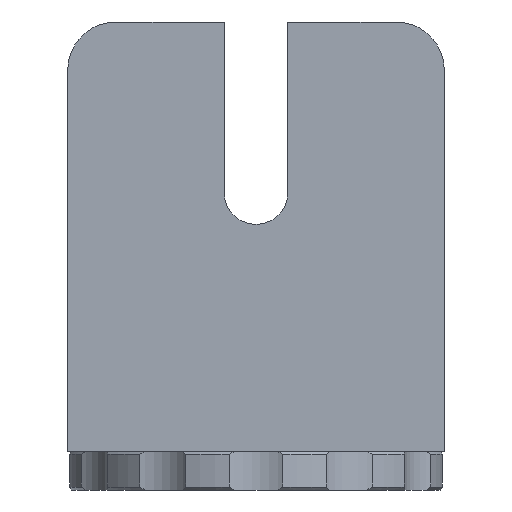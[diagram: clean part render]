
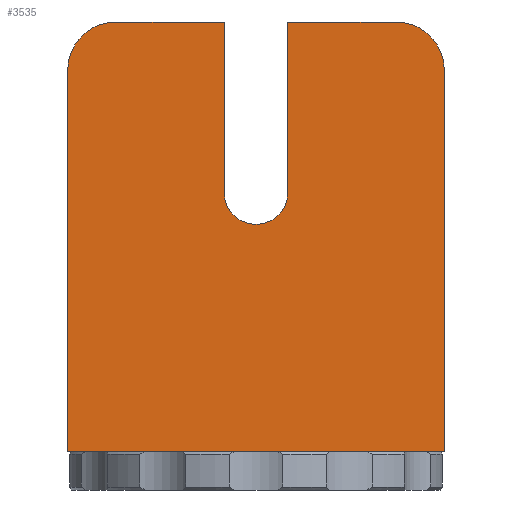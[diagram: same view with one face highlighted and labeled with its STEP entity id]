
A CAD part, front view. The second image highlights one B-rep face of the part: STEP entity #3535.
In plain terms, the highlighted planar face has unit normal (0, -1, 0).
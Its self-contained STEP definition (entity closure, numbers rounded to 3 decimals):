
#91 = ORIENTED_EDGE ( 'NONE', *, *, #3877, .F. ) ;
#98 = CARTESIAN_POINT ( 'NONE',  ( -3.3, 0., 26.8 ) ) ;
#108 = CARTESIAN_POINT ( 'NONE',  ( 19.5, 0., 44.45 ) ) ;
#119 = VERTEX_POINT ( 'NONE', #4946 ) ;
#259 = CARTESIAN_POINT ( 'NONE',  ( -19.5, 0., 0. ) ) ;
#306 = CARTESIAN_POINT ( 'NONE',  ( 19.5, 0., 44.45 ) ) ;
#455 = CARTESIAN_POINT ( 'NONE',  ( 14.5, 0., 39.45 ) ) ;
#590 = VECTOR ( 'NONE', #2482, 1000. ) ;
#657 = DIRECTION ( 'NONE',  ( 1., 0., 0. ) ) ;
#813 = VECTOR ( 'NONE', #3419, 1000. ) ;
#837 = ORIENTED_EDGE ( 'NONE', *, *, #2811, .T. ) ;
#876 = LINE ( 'NONE', #3906, #4458 ) ;
#939 = DIRECTION ( 'NONE',  ( 0., -1., 0. ) ) ;
#991 = VECTOR ( 'NONE', #2377, 1000. ) ;
#1110 = ORIENTED_EDGE ( 'NONE', *, *, #5776, .T. ) ;
#1112 = AXIS2_PLACEMENT_3D ( 'NONE', #306, #5888, #2589 ) ;
#1138 = VERTEX_POINT ( 'NONE', #98 ) ;
#1184 = VERTEX_POINT ( 'NONE', #4272 ) ;
#1189 = DIRECTION ( 'NONE',  ( -1., 0., 0. ) ) ;
#1229 = VERTEX_POINT ( 'NONE', #5202 ) ;
#1296 = EDGE_CURVE ( 'NONE', #119, #4498, #1463, .T. ) ;
#1463 = LINE ( 'NONE', #2018, #813 ) ;
#1511 = LINE ( 'NONE', #3691, #4789 ) ;
#1809 = DIRECTION ( 'NONE',  ( -1., 0., 0. ) ) ;
#1841 = LINE ( 'NONE', #5364, #2411 ) ;
#2018 = CARTESIAN_POINT ( 'NONE',  ( -19.5, 0., 44.45 ) ) ;
#2077 = CARTESIAN_POINT ( 'NONE',  ( -14.5, 0., 44.45 ) ) ;
#2193 = VERTEX_POINT ( 'NONE', #2932 ) ;
#2205 = AXIS2_PLACEMENT_3D ( 'NONE', #455, #939, #1809 ) ;
#2263 = EDGE_CURVE ( 'NONE', #2193, #5868, #5718, .T. ) ;
#2275 = DIRECTION ( 'NONE',  ( 0., 1., 0. ) ) ;
#2336 = AXIS2_PLACEMENT_3D ( 'NONE', #5371, #2574, #1189 ) ;
#2377 = DIRECTION ( 'NONE',  ( 0., 0., 1. ) ) ;
#2402 = ORIENTED_EDGE ( 'NONE', *, *, #5209, .T. ) ;
#2411 = VECTOR ( 'NONE', #3995, 1000. ) ;
#2482 = DIRECTION ( 'NONE',  ( 0., 0., -1. ) ) ;
#2574 = DIRECTION ( 'NONE',  ( 0., -1., 0. ) ) ;
#2589 = DIRECTION ( 'NONE',  ( -1., 0., 0. ) ) ;
#2679 = LINE ( 'NONE', #108, #5822 ) ;
#2792 = DIRECTION ( 'NONE',  ( -1., 0., 0. ) ) ;
#2811 = EDGE_CURVE ( 'NONE', #3592, #4840, #5687, .T. ) ;
#2817 = CARTESIAN_POINT ( 'NONE',  ( -3.3, 0., 44.45 ) ) ;
#2932 = CARTESIAN_POINT ( 'NONE',  ( 3.3, 0., 44.45 ) ) ;
#2993 = DIRECTION ( 'NONE',  ( 0., 0., -1. ) ) ;
#3300 = ORIENTED_EDGE ( 'NONE', *, *, #1296, .T. ) ;
#3419 = DIRECTION ( 'NONE',  ( 0., 0., -1. ) ) ;
#3535 = ADVANCED_FACE ( 'NONE', ( #5042 ), #5431, .F. ) ;
#3592 = VERTEX_POINT ( 'NONE', #5571 ) ;
#3596 = CARTESIAN_POINT ( 'NONE',  ( 14.5, 0., 44.45 ) ) ;
#3691 = CARTESIAN_POINT ( 'NONE',  ( 19.5, 0., 44.45 ) ) ;
#3702 = VERTEX_POINT ( 'NONE', #2077 ) ;
#3710 = ORIENTED_EDGE ( 'NONE', *, *, #2263, .T. ) ;
#3877 = EDGE_CURVE ( 'NONE', #2193, #4840, #1841, .T. ) ;
#3906 = CARTESIAN_POINT ( 'NONE',  ( 19.5, 0., 0. ) ) ;
#3995 = DIRECTION ( 'NONE',  ( 1., 0., 0. ) ) ;
#4072 = LINE ( 'NONE', #2817, #991 ) ;
#4218 = ORIENTED_EDGE ( 'NONE', *, *, #5530, .F. ) ;
#4236 = EDGE_CURVE ( 'NONE', #4498, #1184, #876, .T. ) ;
#4272 = CARTESIAN_POINT ( 'NONE',  ( 19.5, 0., 0. ) ) ;
#4458 = VECTOR ( 'NONE', #657, 1000. ) ;
#4498 = VERTEX_POINT ( 'NONE', #259 ) ;
#4664 = CIRCLE ( 'NONE', #2336, 5. ) ;
#4774 = ORIENTED_EDGE ( 'NONE', *, *, #4861, .T. ) ;
#4789 = VECTOR ( 'NONE', #2993, 1000. ) ;
#4803 = CARTESIAN_POINT ( 'NONE',  ( 3.3, 0., 26.8 ) ) ;
#4839 = CARTESIAN_POINT ( 'NONE',  ( 3.3, 0., 44.45 ) ) ;
#4840 = VERTEX_POINT ( 'NONE', #3596 ) ;
#4861 = EDGE_CURVE ( 'NONE', #3702, #119, #4664, .T. ) ;
#4902 = ORIENTED_EDGE ( 'NONE', *, *, #4236, .T. ) ;
#4946 = CARTESIAN_POINT ( 'NONE',  ( -19.5, 0., 39.45 ) ) ;
#4960 = CARTESIAN_POINT ( 'NONE',  ( 0., 0., 26.8 ) ) ;
#5029 = EDGE_LOOP ( 'NONE', ( #4218, #4774, #3300, #4902, #5177, #837, #91, #3710, #2402, #1110 ) ) ;
#5042 = FACE_OUTER_BOUND ( 'NONE', #5029, .T. ) ;
#5177 = ORIENTED_EDGE ( 'NONE', *, *, #5491, .F. ) ;
#5202 = CARTESIAN_POINT ( 'NONE',  ( -3.3, 0., 44.45 ) ) ;
#5209 = EDGE_CURVE ( 'NONE', #5868, #1138, #5235, .T. ) ;
#5235 = CIRCLE ( 'NONE', #5418, 3.3 ) ;
#5317 = DIRECTION ( 'NONE',  ( 1., 0., 0. ) ) ;
#5364 = CARTESIAN_POINT ( 'NONE',  ( 19.5, 0., 44.45 ) ) ;
#5371 = CARTESIAN_POINT ( 'NONE',  ( -14.5, 0., 39.45 ) ) ;
#5418 = AXIS2_PLACEMENT_3D ( 'NONE', #4960, #2275, #2792 ) ;
#5431 = PLANE ( 'NONE',  #1112 ) ;
#5491 = EDGE_CURVE ( 'NONE', #3592, #1184, #1511, .T. ) ;
#5530 = EDGE_CURVE ( 'NONE', #3702, #1229, #2679, .T. ) ;
#5571 = CARTESIAN_POINT ( 'NONE',  ( 19.5, 0., 39.45 ) ) ;
#5687 = CIRCLE ( 'NONE', #2205, 5. ) ;
#5718 = LINE ( 'NONE', #4839, #590 ) ;
#5776 = EDGE_CURVE ( 'NONE', #1138, #1229, #4072, .T. ) ;
#5822 = VECTOR ( 'NONE', #5317, 1000. ) ;
#5868 = VERTEX_POINT ( 'NONE', #4803 ) ;
#5888 = DIRECTION ( 'NONE',  ( 0., 1., 0. ) ) ;
